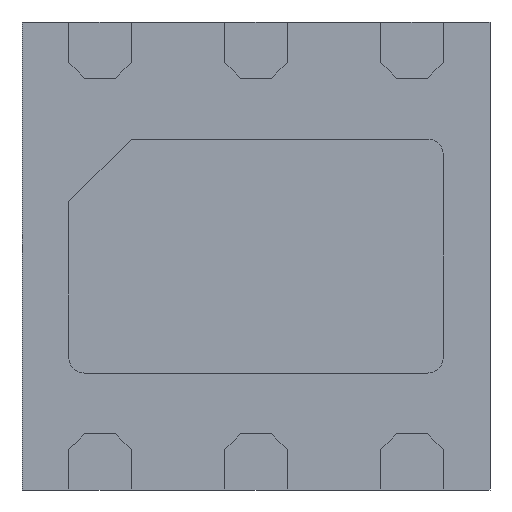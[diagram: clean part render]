
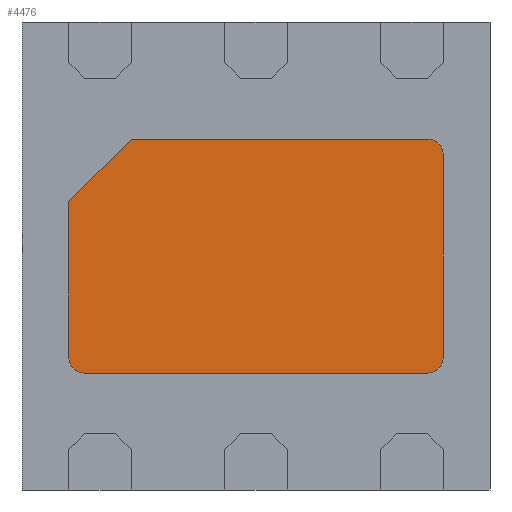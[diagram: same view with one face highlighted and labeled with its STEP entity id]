
A CAD part, front view. The second image highlights one B-rep face of the part: STEP entity #4476.
In plain terms, the highlighted planar face has unit normal (0, -1, 0).
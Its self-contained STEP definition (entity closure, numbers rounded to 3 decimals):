
#14 = VERTEX_POINT ( 'NONE', #3513 ) ;
#19 = EDGE_CURVE ( 'NONE', #3254, #14, #4073, .T. ) ;
#120 = CARTESIAN_POINT ( 'NONE',  ( 1.1, 0., 0.65 ) ) ;
#223 = VERTEX_POINT ( 'NONE', #4022 ) ;
#458 = CARTESIAN_POINT ( 'NONE',  ( 1.2, 0., 0.65 ) ) ;
#549 = CIRCLE ( 'NONE', #2953, 0.1 ) ;
#744 = VECTOR ( 'NONE', #2123, 1000. ) ;
#837 = CIRCLE ( 'NONE', #2927, 0.1 ) ;
#879 = CARTESIAN_POINT ( 'NONE',  ( -1.2, 0., 0.35 ) ) ;
#895 = ORIENTED_EDGE ( 'NONE', *, *, #1682, .F. ) ;
#964 = DIRECTION ( 'NONE',  ( 0., 1., 0. ) ) ;
#971 = DIRECTION ( 'NONE',  ( 0.707, 0., 0.707 ) ) ;
#1070 = CARTESIAN_POINT ( 'NONE',  ( 1.1, 0., -0.65 ) ) ;
#1373 = LINE ( 'NONE', #3434, #1491 ) ;
#1380 = LINE ( 'NONE', #3739, #2460 ) ;
#1490 = ORIENTED_EDGE ( 'NONE', *, *, #2393, .F. ) ;
#1491 = VECTOR ( 'NONE', #4149, 1000. ) ;
#1682 = EDGE_CURVE ( 'NONE', #14, #223, #4661, .T. ) ;
#1741 = CARTESIAN_POINT ( 'NONE',  ( -1.1, 0., 0.75 ) ) ;
#1746 = CARTESIAN_POINT ( 'NONE',  ( -1.1, 0., -0.65 ) ) ;
#1928 = VECTOR ( 'NONE', #971, 1000. ) ;
#1964 = CARTESIAN_POINT ( 'NONE',  ( 1.2, 0., -0.65 ) ) ;
#2123 = DIRECTION ( 'NONE',  ( 1., 0., 0. ) ) ;
#2271 = DIRECTION ( 'NONE',  ( 0., 0., 1. ) ) ;
#2333 = ORIENTED_EDGE ( 'NONE', *, *, #4449, .F. ) ;
#2393 = EDGE_CURVE ( 'NONE', #3895, #4320, #1373, .T. ) ;
#2418 = VERTEX_POINT ( 'NONE', #458 ) ;
#2429 = CARTESIAN_POINT ( 'NONE',  ( -1.2, 0., 0.35 ) ) ;
#2460 = VECTOR ( 'NONE', #4482, 1000. ) ;
#2488 = AXIS2_PLACEMENT_3D ( 'NONE', #4513, #3378, #2271 ) ;
#2653 = LINE ( 'NONE', #3986, #3005 ) ;
#2788 = EDGE_CURVE ( 'NONE', #4628, #3895, #549, .T. ) ;
#2894 = CARTESIAN_POINT ( 'NONE',  ( 1.1, 0., -0.75 ) ) ;
#2927 = AXIS2_PLACEMENT_3D ( 'NONE', #1746, #964, #3923 ) ;
#2953 = AXIS2_PLACEMENT_3D ( 'NONE', #1070, #3669, #4694 ) ;
#3003 = ORIENTED_EDGE ( 'NONE', *, *, #19, .F. ) ;
#3005 = VECTOR ( 'NONE', #3548, 1000. ) ;
#3145 = CARTESIAN_POINT ( 'NONE',  ( -1.2, 0., -0.65 ) ) ;
#3254 = VERTEX_POINT ( 'NONE', #2429 ) ;
#3269 = EDGE_CURVE ( 'NONE', #4320, #4789, #837, .T. ) ;
#3378 = DIRECTION ( 'NONE',  ( 0., 1., 0. ) ) ;
#3417 = DIRECTION ( 'NONE',  ( 0., 0., -1. ) ) ;
#3434 = CARTESIAN_POINT ( 'NONE',  ( -1.1, 0., -0.75 ) ) ;
#3513 = CARTESIAN_POINT ( 'NONE',  ( -0.8, 0., 0.75 ) ) ;
#3548 = DIRECTION ( 'NONE',  ( 0., 0., 1. ) ) ;
#3669 = DIRECTION ( 'NONE',  ( 0., 1., 0. ) ) ;
#3732 = AXIS2_PLACEMENT_3D ( 'NONE', #120, #4204, #3417 ) ;
#3739 = CARTESIAN_POINT ( 'NONE',  ( 1.2, 0., -0.65 ) ) ;
#3858 = EDGE_CURVE ( 'NONE', #4789, #3254, #2653, .T. ) ;
#3878 = ORIENTED_EDGE ( 'NONE', *, *, #2788, .F. ) ;
#3895 = VERTEX_POINT ( 'NONE', #2894 ) ;
#3923 = DIRECTION ( 'NONE',  ( 0., 0., -1. ) ) ;
#3928 = ORIENTED_EDGE ( 'NONE', *, *, #4537, .F. ) ;
#3986 = CARTESIAN_POINT ( 'NONE',  ( -1.2, 0., -0.65 ) ) ;
#4018 = EDGE_LOOP ( 'NONE', ( #3003, #4709, #4226, #1490, #3878, #2333, #3928, #895 ) ) ;
#4022 = CARTESIAN_POINT ( 'NONE',  ( 1.1, 0., 0.75 ) ) ;
#4073 = LINE ( 'NONE', #879, #1928 ) ;
#4149 = DIRECTION ( 'NONE',  ( -1., 0., 0. ) ) ;
#4204 = DIRECTION ( 'NONE',  ( 0., 1., 0. ) ) ;
#4216 = CIRCLE ( 'NONE', #3732, 0.1 ) ;
#4226 = ORIENTED_EDGE ( 'NONE', *, *, #3269, .F. ) ;
#4320 = VERTEX_POINT ( 'NONE', #4792 ) ;
#4449 = EDGE_CURVE ( 'NONE', #2418, #4628, #1380, .T. ) ;
#4469 = PLANE ( 'NONE',  #2488 ) ;
#4476 = ADVANCED_FACE ( 'NONE', ( #4663 ), #4469, .F. ) ;
#4482 = DIRECTION ( 'NONE',  ( 0., 0., -1. ) ) ;
#4513 = CARTESIAN_POINT ( 'NONE',  ( -1.1, 0., -0.65 ) ) ;
#4537 = EDGE_CURVE ( 'NONE', #223, #2418, #4216, .T. ) ;
#4628 = VERTEX_POINT ( 'NONE', #1964 ) ;
#4661 = LINE ( 'NONE', #1741, #744 ) ;
#4663 = FACE_OUTER_BOUND ( 'NONE', #4018, .T. ) ;
#4694 = DIRECTION ( 'NONE',  ( 0., 0., -1. ) ) ;
#4709 = ORIENTED_EDGE ( 'NONE', *, *, #3858, .F. ) ;
#4789 = VERTEX_POINT ( 'NONE', #3145 ) ;
#4792 = CARTESIAN_POINT ( 'NONE',  ( -1.1, 0., -0.75 ) ) ;
